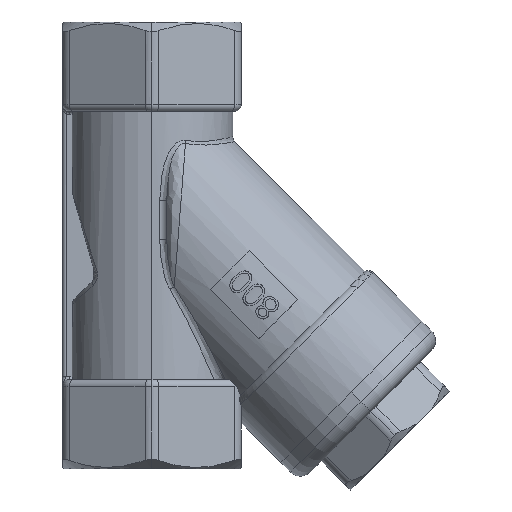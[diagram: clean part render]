
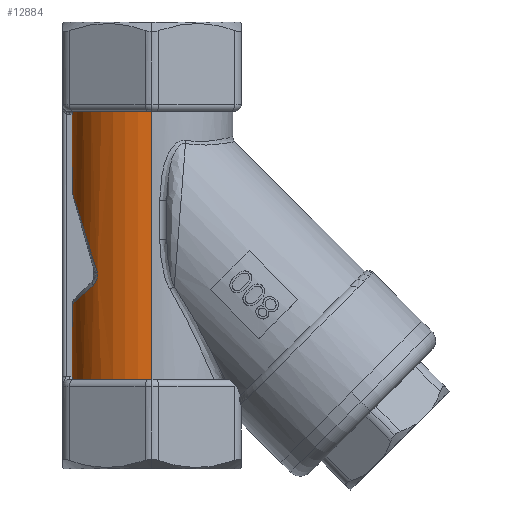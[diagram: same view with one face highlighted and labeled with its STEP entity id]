
A CAD part, left-side view. The second image highlights one B-rep face of the part: STEP entity #12884.
In plain terms, the highlighted cylindrical face has radius 11.75 mm (diameter 23.5 mm), a partial arc.
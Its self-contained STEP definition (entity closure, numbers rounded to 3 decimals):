
#147 = VERTEX_POINT ( 'NONE', #14418 ) ;
#587 = CARTESIAN_POINT ( 'NONE',  ( -2., 11.579, 19. ) ) ;
#598 = CARTESIAN_POINT ( 'NONE',  ( -2.5, 11.481, 19.5 ) ) ;
#727 = DIRECTION ( 'NONE',  ( 1., 0., 0. ) ) ;
#755 = CARTESIAN_POINT ( 'NONE',  ( -2., 11.579, -8.55 ) ) ;
#1431 = CARTESIAN_POINT ( 'NONE',  ( 0., 0., -19.5 ) ) ;
#1538 = DIRECTION ( 'NONE',  ( 1., 0., 0. ) ) ;
#1668 = VERTEX_POINT ( 'NONE', #14707 ) ;
#1677 = CARTESIAN_POINT ( 'NONE',  ( -2.5, 11.481, -19.5 ) ) ;
#1810 = CARTESIAN_POINT ( 'NONE',  ( -2.37, 11.509, -19.5 ) ) ;
#2046 = CARTESIAN_POINT ( 'NONE',  ( -8.689, 7.91, -4.183 ) ) ;
#2469 = EDGE_CURVE ( 'NONE', #23774, #23755, #25147, .T. ) ;
#2769 = B_SPLINE_CURVE_WITH_KNOTS ( 'NONE', 3,
 ( #8288, #6080, #27877, #14835, #1810, #17021 ),
 .UNSPECIFIED., .F., .F.,
 ( 4, 2, 4 ),
 ( 0., 0., 0.001 ),
 .UNSPECIFIED. ) ;
#2782 = CARTESIAN_POINT ( 'NONE',  ( -2.37, 11.509, 19.5 ) ) ;
#2931 = FACE_OUTER_BOUND ( 'NONE', #14239, .T. ) ;
#4217 = CARTESIAN_POINT ( 'NONE',  ( -8.693, 7.905, -4.473 ) ) ;
#5012 = LINE ( 'NONE', #9040, #23042 ) ;
#5298 = ORIENTED_EDGE ( 'NONE', *, *, #17624, .F. ) ;
#5678 = DIRECTION ( 'NONE',  ( 0., 0., 1. ) ) ;
#5759 =( BOUNDED_CURVE ( )  B_SPLINE_CURVE ( 3, ( #7212, #13317, #13759, #755 ),
 .UNSPECIFIED., .F., .F. ) 
 B_SPLINE_CURVE_WITH_KNOTS ( ( 4, 4 ),
 ( 2.385, 2.971 ),
 .UNSPECIFIED. ) 
 CURVE ( )  GEOMETRIC_REPRESENTATION_ITEM ( )  RATIONAL_B_SPLINE_CURVE ( ( 1., 0.972, 0.972, 1. ) ) 
 REPRESENTATION_ITEM ( '' )  );
#6080 = CARTESIAN_POINT ( 'NONE',  ( -2., 11.579, -19.133 ) ) ;
#6413 = CARTESIAN_POINT ( 'NONE',  ( -8.657, 7.945, -4.755 ) ) ;
#6674 = B_SPLINE_CURVE_WITH_KNOTS ( 'NONE', 3,
 ( #598, #2782, #22335, #9347, #24561, #11536 ),
 .UNSPECIFIED., .F., .F.,
 ( 4, 2, 4 ),
 ( 0., 0., 0.001 ),
 .UNSPECIFIED. ) ;
#7020 = EDGE_CURVE ( 'NONE', #26892, #13233, #5012, .T. ) ;
#7212 = CARTESIAN_POINT ( 'NONE',  ( -8.066, 8.544, -5.774 ) ) ;
#7656 = CARTESIAN_POINT ( 'NONE',  ( -8.066, 8.544, -5.774 ) ) ;
#7761 = VERTEX_POINT ( 'NONE', #19220 ) ;
#8288 = CARTESIAN_POINT ( 'NONE',  ( -2., 11.579, -19. ) ) ;
#8622 = CARTESIAN_POINT ( 'NONE',  ( -8.556, 8.054, -5.111 ) ) ;
#9040 = CARTESIAN_POINT ( 'NONE',  ( -11.75, 0., -19.5 ) ) ;
#9131 = ORIENTED_EDGE ( 'NONE', *, *, #22710, .F. ) ;
#9347 = CARTESIAN_POINT ( 'NONE',  ( -2.056, 11.569, 19.264 ) ) ;
#10672 = CARTESIAN_POINT ( 'NONE',  ( -8.618, 7.987, -3.815 ) ) ;
#10674 = CARTESIAN_POINT ( 'NONE',  ( -2., 11.579, -19.5 ) ) ;
#10715 = CARTESIAN_POINT ( 'NONE',  ( -8.618, 7.987, -3.815 ) ) ;
#10792 = CARTESIAN_POINT ( 'NONE',  ( -8.293, 8.325, -5.551 ) ) ;
#10796 = ORIENTED_EDGE ( 'NONE', *, *, #21778, .T. ) ;
#11127 = ORIENTED_EDGE ( 'NONE', *, *, #13036, .T. ) ;
#11536 = CARTESIAN_POINT ( 'NONE',  ( -2., 11.579, 19. ) ) ;
#12198 = ORIENTED_EDGE ( 'NONE', *, *, #2469, .F. ) ;
#12513 = VECTOR ( 'NONE', #25755, 1000. ) ;
#12876 = CARTESIAN_POINT ( 'NONE',  ( -8.644, 7.959, -3.904 ) ) ;
#12884 = ADVANCED_FACE ( 'NONE', ( #2931 ), #18025, .T. ) ;
#12978 = CARTESIAN_POINT ( 'NONE',  ( -8.066, 8.544, -5.774 ) ) ;
#13036 = EDGE_CURVE ( 'NONE', #22019, #26892, #22425, .T. ) ;
#13233 = VERTEX_POINT ( 'NONE', #14791 ) ;
#13317 = CARTESIAN_POINT ( 'NONE',  ( -6.374, 10.142, -7.235 ) ) ;
#13736 = DIRECTION ( 'NONE',  ( 0., 0., 1. ) ) ;
#13759 = CARTESIAN_POINT ( 'NONE',  ( -4.293, 11.182, -8.188 ) ) ;
#14109 = CIRCLE ( 'NONE', #20560, 11.75 ) ;
#14239 = EDGE_LOOP ( 'NONE', ( #11127, #22226, #9131, #25735, #12198, #10796, #18032, #18338, #5298, #27571 ) ) ;
#14418 = CARTESIAN_POINT ( 'NONE',  ( -8.618, 7.987, -3.815 ) ) ;
#14448 = DIRECTION ( 'NONE',  ( 1., 0., 0. ) ) ;
#14557 = DIRECTION ( 'NONE',  ( 0., 0., 1. ) ) ;
#14628 = DIRECTION ( 'NONE',  ( 0., 0., 1. ) ) ;
#14707 = CARTESIAN_POINT ( 'NONE',  ( -2.5, 11.481, 19.5 ) ) ;
#14791 = CARTESIAN_POINT ( 'NONE',  ( -11.75, 0., 19.5 ) ) ;
#14835 = CARTESIAN_POINT ( 'NONE',  ( -2.241, 11.535, -19.447 ) ) ;
#15078 = CARTESIAN_POINT ( 'NONE',  ( -8.663, 7.938, -3.996 ) ) ;
#15830 = AXIS2_PLACEMENT_3D ( 'NONE', #1431, #5678, #14448 ) ;
#16752 =( BOUNDED_CURVE ( )  B_SPLINE_CURVE ( 3, ( #22590, #27687, #23659, #10672 ),
 .UNSPECIFIED., .F., .F. ) 
 B_SPLINE_CURVE_WITH_KNOTS ( ( 4, 4 ),
 ( 0.171, 0.823 ),
 .UNSPECIFIED. ) 
 CURVE ( )  GEOMETRIC_REPRESENTATION_ITEM ( )  RATIONAL_B_SPLINE_CURVE ( ( 1., 0.965, 0.965, 1. ) ) 
 REPRESENTATION_ITEM ( '' )  );
#17021 = CARTESIAN_POINT ( 'NONE',  ( -2.5, 11.481, -19.5 ) ) ;
#17237 = CARTESIAN_POINT ( 'NONE',  ( -8.695, 7.903, -4.28 ) ) ;
#17254 = EDGE_CURVE ( 'NONE', #147, #21073, #28081, .T. ) ;
#17473 = EDGE_CURVE ( 'NONE', #7761, #22019, #2769, .T. ) ;
#17624 = EDGE_CURVE ( 'NONE', #7761, #24881, #18957, .T. ) ;
#17982 = CARTESIAN_POINT ( 'NONE',  ( -2., 11.579, 7.784 ) ) ;
#18025 = CYLINDRICAL_SURFACE ( 'NONE', #15830, 11.75 ) ;
#18032 = ORIENTED_EDGE ( 'NONE', *, *, #17254, .T. ) ;
#18173 = EDGE_CURVE ( 'NONE', #1668, #23755, #6674, .T. ) ;
#18338 = ORIENTED_EDGE ( 'NONE', *, *, #27399, .T. ) ;
#18848 = CARTESIAN_POINT ( 'NONE',  ( -2., 11.579, -8.55 ) ) ;
#18957 = LINE ( 'NONE', #10674, #12513 ) ;
#19220 = CARTESIAN_POINT ( 'NONE',  ( -2., 11.579, -19. ) ) ;
#19432 = CARTESIAN_POINT ( 'NONE',  ( -8.686, 7.913, -4.568 ) ) ;
#20560 = AXIS2_PLACEMENT_3D ( 'NONE', #27608, #14557, #1538 ) ;
#21073 = VERTEX_POINT ( 'NONE', #7656 ) ;
#21598 = CARTESIAN_POINT ( 'NONE',  ( -8.636, 7.968, -4.848 ) ) ;
#21778 = EDGE_CURVE ( 'NONE', #23774, #147, #16752, .T. ) ;
#22019 = VERTEX_POINT ( 'NONE', #1677 ) ;
#22055 = VECTOR ( 'NONE', #14628, 1000. ) ;
#22226 = ORIENTED_EDGE ( 'NONE', *, *, #7020, .T. ) ;
#22335 = CARTESIAN_POINT ( 'NONE',  ( -2.241, 11.535, 19.447 ) ) ;
#22425 = CIRCLE ( 'NONE', #23133, 11.75 ) ;
#22590 = CARTESIAN_POINT ( 'NONE',  ( -2., 11.579, 7.784 ) ) ;
#22710 = EDGE_CURVE ( 'NONE', #1668, #13233, #14109, .T. ) ;
#23042 = VECTOR ( 'NONE', #24230, 1000. ) ;
#23133 = AXIS2_PLACEMENT_3D ( 'NONE', #26756, #13736, #727 ) ;
#23659 = CARTESIAN_POINT ( 'NONE',  ( -6.85, 9.895, 2.347 ) ) ;
#23755 = VERTEX_POINT ( 'NONE', #587 ) ;
#23774 = VERTEX_POINT ( 'NONE', #17982 ) ;
#23805 = CARTESIAN_POINT ( 'NONE',  ( -8.478, 8.136, -5.271 ) ) ;
#24230 = DIRECTION ( 'NONE',  ( 0., 0., 1. ) ) ;
#24561 = CARTESIAN_POINT ( 'NONE',  ( -2., 11.579, 19.133 ) ) ;
#24881 = VERTEX_POINT ( 'NONE', #18848 ) ;
#25147 = LINE ( 'NONE', #27673, #22055 ) ;
#25735 = ORIENTED_EDGE ( 'NONE', *, *, #18173, .T. ) ;
#25755 = DIRECTION ( 'NONE',  ( 0., 0., 1. ) ) ;
#25993 = CARTESIAN_POINT ( 'NONE',  ( -8.185, 8.432, -5.671 ) ) ;
#26756 = CARTESIAN_POINT ( 'NONE',  ( 0., 0., -19.5 ) ) ;
#26803 = CARTESIAN_POINT ( 'NONE',  ( -11.75, 0., -19.5 ) ) ;
#26892 = VERTEX_POINT ( 'NONE', #26803 ) ;
#27399 = EDGE_CURVE ( 'NONE', #21073, #24881, #5759, .T. ) ;
#27571 = ORIENTED_EDGE ( 'NONE', *, *, #17473, .T. ) ;
#27608 = CARTESIAN_POINT ( 'NONE',  ( 0., 0., 19.5 ) ) ;
#27673 = CARTESIAN_POINT ( 'NONE',  ( -2., 11.579, -19.5 ) ) ;
#27687 = CARTESIAN_POINT ( 'NONE',  ( -4.564, 11.136, 6.354 ) ) ;
#27877 = CARTESIAN_POINT ( 'NONE',  ( -2.055, 11.569, -19.264 ) ) ;
#28081 = B_SPLINE_CURVE_WITH_KNOTS ( 'NONE', 3,
 ( #10715, #12876, #15078, #2046, #17237, #4217, #19432, #6413, #21598, #8622, #23805, #10792, #25993, #12978 ),
 .UNSPECIFIED., .F., .F.,
 ( 4, 2, 2, 2, 2, 2, 4 ),
 ( 0., 0., 0.001, 0.001, 0.001, 0.002, 0.002 ),
 .UNSPECIFIED. ) ;
